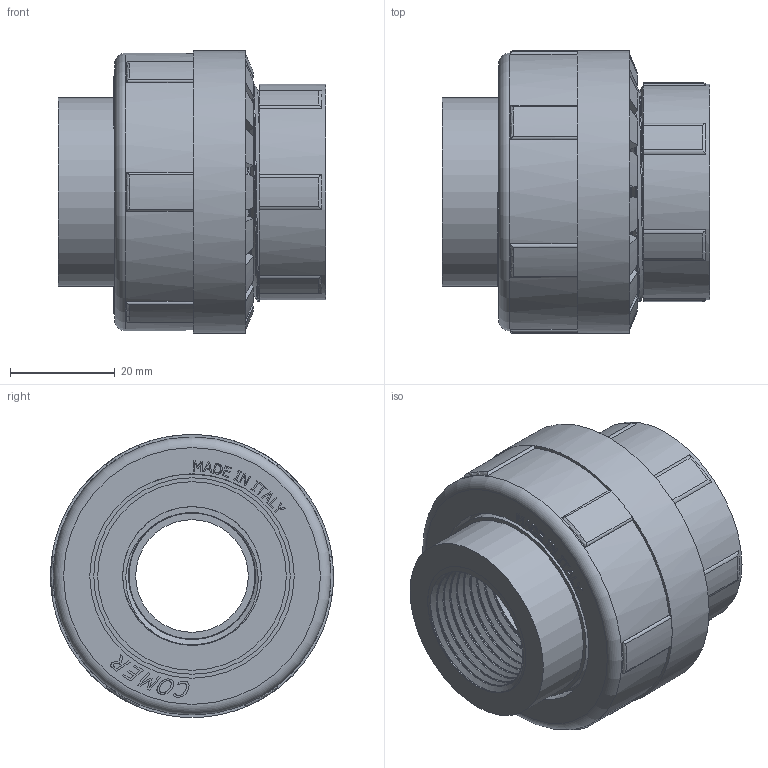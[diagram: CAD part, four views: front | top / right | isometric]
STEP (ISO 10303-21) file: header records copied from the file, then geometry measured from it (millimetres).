
FILE_DESCRIPTION(/* description */ (''),/* implementation_level */ '2;1');
FILE_NAME(/* name */ 'UN810250.iam.stp',/* time_stamp */ '2017-01-25T10:46:06+01:00',/* author */ ('Eugenio'),/* organization */ (''),/* preprocessor_version */ 'ST-DEVELOPER v16.5',/* originating_system */ 'Autodesk Inventor 2017',/* authorisation */ '');
FILE_SCHEMA (('AUTOMOTIVE_DESIGN { 1 0 10303 214 3 1 1 }'));
Length unit declared in the file: millimetre
Products named in the file (5): UN810250; NU830250; UB810250; UE810250; LAV4112E
Assembly tree (4 placements, depth 2):
  UN810250
    NU830250
    UB810250
    UE810250
    LAV4112E
Bounding box: 51 x 54 x 54 mm (x, y, z)
Volume: 62823.5 mm3; surface area: 45712.1 mm2
Topology: 8 solids, 8 shells, 422 faces, 1075 edges, 716 vertices
Faces by surface type: plane 243, bspline 69, cylinder 60, cone 36, torus 14
Full cylindrical faces by diameter (mm): 21.49 x1, 22.44 x1, 25 x1, 26.44 x4, 28.17 x1, 35.23 x1, 36 x1, 37.5 x1, 38.896 x2, 39 x2, 41.199 x1, 41.91 x2, 53 x1, 54 x1
Entity records: 28975 total; most frequent: CARTESIAN_POINT 19083, ORIENTED_EDGE 2104, DIRECTION 1773, EDGE_CURVE 1052, VERTEX_POINT 714, LINE 675, VECTOR 675, AXIS2_PLACEMENT_3D 549
